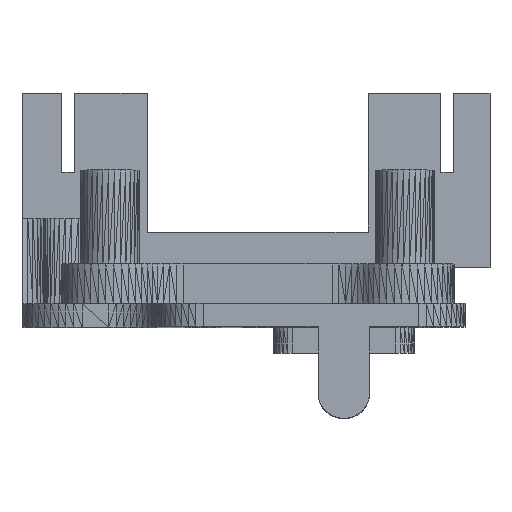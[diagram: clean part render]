
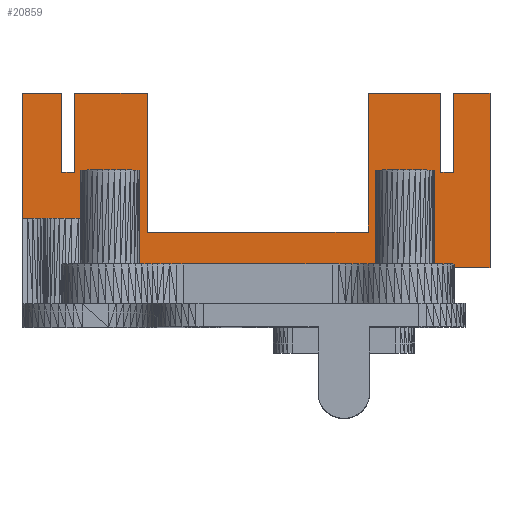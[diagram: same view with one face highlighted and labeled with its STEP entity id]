
A CAD part, top view. The second image highlights one B-rep face of the part: STEP entity #20859.
In plain terms, the highlighted planar face has unit normal (0, 0, 1).
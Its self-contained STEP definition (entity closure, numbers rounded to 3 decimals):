
#59=FACE_OUTER_BOUND('',#1575,.T.);
#1575=EDGE_LOOP('',(#14250,#14251,#14252,#14253,#14254,#14255,#14256,#14257,
#14258,#14259,#14260,#14261,#14262,#14263,#14264,#14265,#14266,#14267,#14268,
#14269,#14270,#14271,#14272,#14273));
#3180=LINE('',#30059,#6142);
#3286=LINE('',#30271,#6248);
#3545=LINE('',#30790,#6507);
#3848=LINE('',#31396,#6810);
#3872=LINE('',#31445,#6834);
#3875=LINE('',#31451,#6837);
#3877=LINE('',#31455,#6839);
#3880=LINE('',#31460,#6842);
#3881=LINE('',#31462,#6843);
#3882=LINE('',#31464,#6844);
#3883=LINE('',#31465,#6845);
#3884=LINE('',#31467,#6846);
#3885=LINE('',#31469,#6847);
#3886=LINE('',#31471,#6848);
#3887=LINE('',#31473,#6849);
#3888=LINE('',#31475,#6850);
#3889=LINE('',#31477,#6851);
#3890=LINE('',#31478,#6852);
#3891=LINE('',#31480,#6853);
#3892=LINE('',#31481,#6854);
#3893=LINE('',#31483,#6855);
#3894=LINE('',#31485,#6856);
#3895=LINE('',#31486,#6857);
#3896=LINE('',#31487,#6858);
#6142=VECTOR('',#23983,10.);
#6248=VECTOR('',#24089,10.);
#6507=VECTOR('',#24354,10.);
#6810=VECTOR('',#24667,10.);
#6834=VECTOR('',#24703,10.);
#6837=VECTOR('',#24708,10.);
#6839=VECTOR('',#24712,10.);
#6842=VECTOR('',#24717,10.);
#6843=VECTOR('',#24718,10.);
#6844=VECTOR('',#24719,10.);
#6845=VECTOR('',#24720,10.);
#6846=VECTOR('',#24721,10.);
#6847=VECTOR('',#24722,10.);
#6848=VECTOR('',#24723,10.);
#6849=VECTOR('',#24724,10.);
#6850=VECTOR('',#24725,10.);
#6851=VECTOR('',#24726,10.);
#6852=VECTOR('',#24727,10.);
#6853=VECTOR('',#24728,10.);
#6854=VECTOR('',#24729,10.);
#6855=VECTOR('',#24730,10.);
#6856=VECTOR('',#24731,10.);
#6857=VECTOR('',#24732,10.);
#6858=VECTOR('',#24733,10.);
#9101=VERTEX_POINT('',#30056);
#9102=VERTEX_POINT('',#30058);
#9207=VERTEX_POINT('',#30268);
#9208=VERTEX_POINT('',#30270);
#9464=VERTEX_POINT('',#30787);
#9465=VERTEX_POINT('',#30789);
#9761=VERTEX_POINT('',#31392);
#9763=VERTEX_POINT('',#31395);
#9781=VERTEX_POINT('',#31442);
#9782=VERTEX_POINT('',#31444);
#9783=VERTEX_POINT('',#31448);
#9784=VERTEX_POINT('',#31450);
#9785=VERTEX_POINT('',#31454);
#9787=VERTEX_POINT('',#31461);
#9788=VERTEX_POINT('',#31463);
#9789=VERTEX_POINT('',#31466);
#9790=VERTEX_POINT('',#31468);
#9791=VERTEX_POINT('',#31470);
#9792=VERTEX_POINT('',#31472);
#9793=VERTEX_POINT('',#31474);
#9794=VERTEX_POINT('',#31476);
#9795=VERTEX_POINT('',#31479);
#9796=VERTEX_POINT('',#31482);
#9797=VERTEX_POINT('',#31484);
#10571=EDGE_CURVE('',#9102,#9101,#3180,.T.);
#10677=EDGE_CURVE('',#9208,#9207,#3286,.T.);
#10936=EDGE_CURVE('',#9465,#9464,#3545,.T.);
#11239=EDGE_CURVE('',#9763,#9761,#3848,.T.);
#11263=EDGE_CURVE('',#9781,#9782,#3872,.T.);
#11266=EDGE_CURVE('',#9784,#9783,#3875,.T.);
#11268=EDGE_CURVE('',#9785,#9763,#3877,.T.);
#11271=EDGE_CURVE('',#9782,#9464,#3880,.T.);
#11272=EDGE_CURVE('',#9781,#9787,#3881,.T.);
#11273=EDGE_CURVE('',#9788,#9787,#3882,.T.);
#11274=EDGE_CURVE('',#9784,#9788,#3883,.T.);
#11275=EDGE_CURVE('',#9783,#9789,#3884,.T.);
#11276=EDGE_CURVE('',#9790,#9789,#3885,.T.);
#11277=EDGE_CURVE('',#9791,#9790,#3886,.T.);
#11278=EDGE_CURVE('',#9792,#9791,#3887,.T.);
#11279=EDGE_CURVE('',#9792,#9793,#3888,.T.);
#11280=EDGE_CURVE('',#9794,#9793,#3889,.T.);
#11281=EDGE_CURVE('',#9785,#9794,#3890,.T.);
#11282=EDGE_CURVE('',#9761,#9795,#3891,.T.);
#11283=EDGE_CURVE('',#9795,#9208,#3892,.T.);
#11284=EDGE_CURVE('',#9796,#9207,#3893,.T.);
#11285=EDGE_CURVE('',#9796,#9797,#3894,.T.);
#11286=EDGE_CURVE('',#9797,#9102,#3895,.T.);
#11287=EDGE_CURVE('',#9465,#9101,#3896,.T.);
#14250=ORIENTED_EDGE('',*,*,#10936,.T.);
#14251=ORIENTED_EDGE('',*,*,#11271,.F.);
#14252=ORIENTED_EDGE('',*,*,#11263,.F.);
#14253=ORIENTED_EDGE('',*,*,#11272,.T.);
#14254=ORIENTED_EDGE('',*,*,#11273,.F.);
#14255=ORIENTED_EDGE('',*,*,#11274,.F.);
#14256=ORIENTED_EDGE('',*,*,#11266,.T.);
#14257=ORIENTED_EDGE('',*,*,#11275,.T.);
#14258=ORIENTED_EDGE('',*,*,#11276,.F.);
#14259=ORIENTED_EDGE('',*,*,#11277,.F.);
#14260=ORIENTED_EDGE('',*,*,#11278,.F.);
#14261=ORIENTED_EDGE('',*,*,#11279,.T.);
#14262=ORIENTED_EDGE('',*,*,#11280,.F.);
#14263=ORIENTED_EDGE('',*,*,#11281,.F.);
#14264=ORIENTED_EDGE('',*,*,#11268,.T.);
#14265=ORIENTED_EDGE('',*,*,#11239,.T.);
#14266=ORIENTED_EDGE('',*,*,#11282,.T.);
#14267=ORIENTED_EDGE('',*,*,#11283,.T.);
#14268=ORIENTED_EDGE('',*,*,#10677,.T.);
#14269=ORIENTED_EDGE('',*,*,#11284,.F.);
#14270=ORIENTED_EDGE('',*,*,#11285,.T.);
#14271=ORIENTED_EDGE('',*,*,#11286,.T.);
#14272=ORIENTED_EDGE('',*,*,#10571,.T.);
#14273=ORIENTED_EDGE('',*,*,#11287,.F.);
#19359=PLANE('',#22373);
#20859=ADVANCED_FACE('',(#59),#19359,.T.);
#22373=AXIS2_PLACEMENT_3D('',#31459,#24715,#24716);
#23983=DIRECTION('',(1.,0.,0.));
#24089=DIRECTION('',(1.,0.,0.));
#24354=DIRECTION('',(1.,0.,0.));
#24667=DIRECTION('',(0.,-1.,0.));
#24703=DIRECTION('',(1.,0.,0.));
#24708=DIRECTION('',(-1.,0.,0.));
#24712=DIRECTION('',(-1.,0.,0.));
#24715=DIRECTION('center_axis',(0.,0.,1.));
#24716=DIRECTION('ref_axis',(0.,-1.,0.));
#24717=DIRECTION('',(0.,-1.,0.));
#24718=DIRECTION('',(0.,-1.,0.));
#24719=DIRECTION('',(1.,0.,0.));
#24720=DIRECTION('',(0.,-1.,0.));
#24721=DIRECTION('',(0.,-1.,0.));
#24722=DIRECTION('',(1.,0.,0.));
#24723=DIRECTION('',(0.,-1.,0.));
#24724=DIRECTION('',(1.,0.,0.));
#24725=DIRECTION('',(0.,-1.,0.));
#24726=DIRECTION('',(1.,0.,0.));
#24727=DIRECTION('',(0.,-1.,0.));
#24728=DIRECTION('',(1.,0.,0.));
#24729=DIRECTION('',(0.,-1.,0.));
#24730=DIRECTION('',(0.,-1.,0.));
#24731=DIRECTION('',(1.,0.,0.));
#24732=DIRECTION('',(0.,-1.,0.));
#24733=DIRECTION('',(0.,-1.,0.));
#30056=CARTESIAN_POINT('',(13.067,0.68,-20.716));
#30058=CARTESIAN_POINT('',(2.317,0.68,-20.716));
#30059=CARTESIAN_POINT('',(2.317,0.68,-20.716));
#30268=CARTESIAN_POINT('',(-25.86,0.68,-20.716));
#30270=CARTESIAN_POINT('',(-34.098,0.68,-20.716));
#30271=CARTESIAN_POINT('',(-34.098,0.68,-20.716));
#30787=CARTESIAN_POINT('',(19.75,5.633,-20.716));
#30789=CARTESIAN_POINT('',(13.067,5.633,-20.716));
#30790=CARTESIAN_POINT('',(13.067,5.633,-20.716));
#31392=CARTESIAN_POINT('',(-43.75,12.364,-20.716));
#31395=CARTESIAN_POINT('',(-43.75,29.341,-20.716));
#31396=CARTESIAN_POINT('',(-43.75,29.341,-20.716));
#31442=CARTESIAN_POINT('',(14.822,29.341,-20.716));
#31444=CARTESIAN_POINT('',(19.75,29.341,-20.716));
#31445=CARTESIAN_POINT('',(14.822,29.341,-20.716));
#31448=CARTESIAN_POINT('',(3.215,29.341,-20.716));
#31450=CARTESIAN_POINT('',(13.072,29.341,-20.716));
#31451=CARTESIAN_POINT('',(-11.771,29.341,-20.716));
#31454=CARTESIAN_POINT('',(-38.365,29.341,-20.716));
#31455=CARTESIAN_POINT('',(-37.49,29.341,-20.716));
#31459=CARTESIAN_POINT('Origin',(-36.615,18.597,-20.716));
#31460=CARTESIAN_POINT('',(19.75,29.341,-20.716));
#31461=CARTESIAN_POINT('',(14.822,18.597,-20.716));
#31462=CARTESIAN_POINT('',(14.822,29.341,-20.716));
#31463=CARTESIAN_POINT('',(13.072,18.597,-20.716));
#31464=CARTESIAN_POINT('',(13.072,18.597,-20.716));
#31465=CARTESIAN_POINT('',(13.072,29.341,-20.716));
#31466=CARTESIAN_POINT('',(3.215,10.494,-20.716));
#31467=CARTESIAN_POINT('',(3.215,29.341,-20.716));
#31468=CARTESIAN_POINT('',(-26.757,10.494,-20.716));
#31469=CARTESIAN_POINT('',(-26.757,10.494,-20.716));
#31470=CARTESIAN_POINT('',(-26.757,29.341,-20.716));
#31471=CARTESIAN_POINT('',(-26.757,29.341,-20.716));
#31472=CARTESIAN_POINT('',(-36.615,29.341,-20.716));
#31473=CARTESIAN_POINT('',(-36.615,29.341,-20.716));
#31474=CARTESIAN_POINT('',(-36.615,18.597,-20.716));
#31475=CARTESIAN_POINT('',(-36.615,29.341,-20.716));
#31476=CARTESIAN_POINT('',(-38.365,18.597,-20.716));
#31477=CARTESIAN_POINT('',(-38.365,18.597,-20.716));
#31478=CARTESIAN_POINT('',(-38.365,29.341,-20.716));
#31479=CARTESIAN_POINT('',(-34.098,12.364,-20.716));
#31480=CARTESIAN_POINT('',(-43.75,12.364,-20.716));
#31481=CARTESIAN_POINT('',(-34.098,12.364,-20.716));
#31482=CARTESIAN_POINT('',(-25.86,6.1,-20.716));
#31483=CARTESIAN_POINT('',(-25.86,6.1,-20.716));
#31484=CARTESIAN_POINT('',(2.317,6.1,-20.716));
#31485=CARTESIAN_POINT('',(-25.86,6.1,-20.716));
#31486=CARTESIAN_POINT('',(2.317,6.1,-20.716));
#31487=CARTESIAN_POINT('',(13.067,5.633,-20.716));
